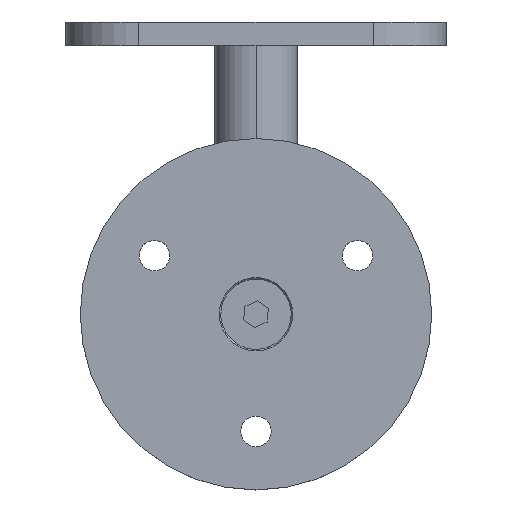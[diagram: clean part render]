
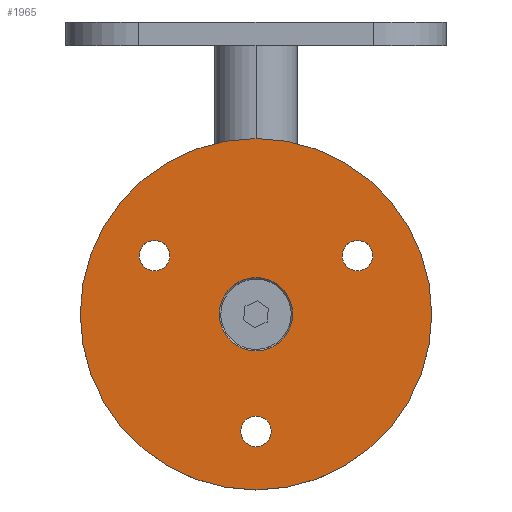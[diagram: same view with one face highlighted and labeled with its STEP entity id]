
A CAD part, top view. The second image highlights one B-rep face of the part: STEP entity #1965.
In plain terms, the highlighted planar face has unit normal (0, 0, 1).
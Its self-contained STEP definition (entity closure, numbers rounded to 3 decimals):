
#9 = ORIENTED_EDGE ( 'NONE', *, *, #25, .T. ) ;
#25 = EDGE_CURVE ( 'NONE', #3149, #1212, #35, .T. ) ;
#35 = CIRCLE ( 'NONE', #3440, 2.6 ) ;
#41 = EDGE_CURVE ( 'NONE', #1825, #1614, #1185, .T. ) ;
#43 = DIRECTION ( 'NONE',  ( 0., 0., -1. ) ) ;
#83 = ORIENTED_EDGE ( 'NONE', *, *, #2464, .T. ) ;
#89 = CIRCLE ( 'NONE', #3300, 2.6 ) ;
#117 = DIRECTION ( 'NONE',  ( -1., 0., 0. ) ) ;
#232 = EDGE_CURVE ( 'NONE', #2925, #1453, #1804, .T. ) ;
#239 = VERTEX_POINT ( 'NONE', #562 ) ;
#257 = DIRECTION ( 'NONE',  ( -1., 0., 0. ) ) ;
#267 = DIRECTION ( 'NONE',  ( 0., 0., 1. ) ) ;
#308 = ORIENTED_EDGE ( 'NONE', *, *, #3431, .T. ) ;
#320 = ORIENTED_EDGE ( 'NONE', *, *, #3491, .F. ) ;
#331 = CARTESIAN_POINT ( 'NONE',  ( 6.25, 0., 5. ) ) ;
#364 = CARTESIAN_POINT ( 'NONE',  ( 2.6, 20., 5. ) ) ;
#380 = PLANE ( 'NONE',  #2955 ) ;
#397 = VERTEX_POINT ( 'NONE', #2284 ) ;
#403 = DIRECTION ( 'NONE',  ( 1., 0., 0. ) ) ;
#440 = CARTESIAN_POINT ( 'NONE',  ( -17.321, -10., 5. ) ) ;
#475 = EDGE_CURVE ( 'NONE', #1463, #397, #1436, .T. ) ;
#499 = ORIENTED_EDGE ( 'NONE', *, *, #41, .F. ) ;
#507 = DIRECTION ( 'NONE',  ( 1., 0., 0. ) ) ;
#562 = CARTESIAN_POINT ( 'NONE',  ( 19.921, -10., 5. ) ) ;
#607 = FACE_BOUND ( 'NONE', #3037, .T. ) ;
#737 = CIRCLE ( 'NONE', #2794, 2.6 ) ;
#947 = FACE_BOUND ( 'NONE', #2592, .T. ) ;
#950 = DIRECTION ( 'NONE',  ( 0., 0., -1. ) ) ;
#976 = AXIS2_PLACEMENT_3D ( 'NONE', #2961, #267, #3273 ) ;
#1066 = ORIENTED_EDGE ( 'NONE', *, *, #2559, .T. ) ;
#1076 = CARTESIAN_POINT ( 'NONE',  ( 0., 20., 5. ) ) ;
#1113 = FACE_OUTER_BOUND ( 'NONE', #2836, .T. ) ;
#1185 = CIRCLE ( 'NONE', #3080, 6.25 ) ;
#1211 = AXIS2_PLACEMENT_3D ( 'NONE', #2720, #2149, #1616 ) ;
#1212 = VERTEX_POINT ( 'NONE', #2366 ) ;
#1213 = CARTESIAN_POINT ( 'NONE',  ( 17.321, -10., 5. ) ) ;
#1230 = DIRECTION ( 'NONE',  ( 0., 0., -1. ) ) ;
#1333 = CARTESIAN_POINT ( 'NONE',  ( -17.321, -10., 5. ) ) ;
#1436 = CIRCLE ( 'NONE', #1211, 30. ) ;
#1453 = VERTEX_POINT ( 'NONE', #2617 ) ;
#1463 = VERTEX_POINT ( 'NONE', #1559 ) ;
#1559 = CARTESIAN_POINT ( 'NONE',  ( 30., 0., 5. ) ) ;
#1600 = FACE_BOUND ( 'NONE', #2892, .T. ) ;
#1605 = DIRECTION ( 'NONE',  ( 0., 0., -1. ) ) ;
#1614 = VERTEX_POINT ( 'NONE', #2069 ) ;
#1616 = DIRECTION ( 'NONE',  ( 1., 0., 0. ) ) ;
#1697 = AXIS2_PLACEMENT_3D ( 'NONE', #2994, #43, #2175 ) ;
#1711 = AXIS2_PLACEMENT_3D ( 'NONE', #1076, #1605, #2693 ) ;
#1743 = ORIENTED_EDGE ( 'NONE', *, *, #232, .T. ) ;
#1752 = VERTEX_POINT ( 'NONE', #2150 ) ;
#1804 = CIRCLE ( 'NONE', #1697, 2.6 ) ;
#1812 = ORIENTED_EDGE ( 'NONE', *, *, #2103, .T. ) ;
#1825 = VERTEX_POINT ( 'NONE', #331 ) ;
#1856 = DIRECTION ( 'NONE',  ( 0., 0., 1. ) ) ;
#1897 = DIRECTION ( 'NONE',  ( 0., 0., -1. ) ) ;
#1965 = ADVANCED_FACE ( 'NONE', ( #1600, #3307, #607, #947, #1113 ), #380, .T. ) ;
#2068 = AXIS2_PLACEMENT_3D ( 'NONE', #2865, #1230, #117 ) ;
#2069 = CARTESIAN_POINT ( 'NONE',  ( -6.25, 0., 5. ) ) ;
#2085 = CIRCLE ( 'NONE', #976, 6.25 ) ;
#2103 = EDGE_CURVE ( 'NONE', #1212, #3149, #89, .T. ) ;
#2119 = ORIENTED_EDGE ( 'NONE', *, *, #475, .T. ) ;
#2149 = DIRECTION ( 'NONE',  ( 0., 0., 1. ) ) ;
#2150 = CARTESIAN_POINT ( 'NONE',  ( 14.721, -10., 5. ) ) ;
#2175 = DIRECTION ( 'NONE',  ( -1., 0., 0. ) ) ;
#2273 = CARTESIAN_POINT ( 'NONE',  ( 0., 0., 5. ) ) ;
#2284 = CARTESIAN_POINT ( 'NONE',  ( -30., 0., 5. ) ) ;
#2349 = CARTESIAN_POINT ( 'NONE',  ( 0., 0., 5. ) ) ;
#2366 = CARTESIAN_POINT ( 'NONE',  ( -19.921, -10., 5. ) ) ;
#2464 = EDGE_CURVE ( 'NONE', #397, #1463, #3216, .T. ) ;
#2559 = EDGE_CURVE ( 'NONE', #1752, #239, #737, .T. ) ;
#2570 = DIRECTION ( 'NONE',  ( 0., 0., 1. ) ) ;
#2588 = CARTESIAN_POINT ( 'NONE',  ( -14.721, -10., 5. ) ) ;
#2592 = EDGE_LOOP ( 'NONE', ( #499, #320 ) ) ;
#2617 = CARTESIAN_POINT ( 'NONE',  ( -2.6, 20., 5. ) ) ;
#2693 = DIRECTION ( 'NONE',  ( -1., 0., 0. ) ) ;
#2720 = CARTESIAN_POINT ( 'NONE',  ( 0., 0., 5. ) ) ;
#2794 = AXIS2_PLACEMENT_3D ( 'NONE', #1213, #950, #3325 ) ;
#2812 = ORIENTED_EDGE ( 'NONE', *, *, #3076, .T. ) ;
#2836 = EDGE_LOOP ( 'NONE', ( #83, #2119 ) ) ;
#2865 = CARTESIAN_POINT ( 'NONE',  ( 17.321, -10., 5. ) ) ;
#2867 = DIRECTION ( 'NONE',  ( 0., 0., -1. ) ) ;
#2880 = DIRECTION ( 'NONE',  ( 1., 0., 0. ) ) ;
#2892 = EDGE_LOOP ( 'NONE', ( #1066, #2812 ) ) ;
#2925 = VERTEX_POINT ( 'NONE', #364 ) ;
#2955 = AXIS2_PLACEMENT_3D ( 'NONE', #2273, #2570, #403 ) ;
#2961 = CARTESIAN_POINT ( 'NONE',  ( 0., 0., 5. ) ) ;
#2994 = CARTESIAN_POINT ( 'NONE',  ( 0., 20., 5. ) ) ;
#3037 = EDGE_LOOP ( 'NONE', ( #308, #1743 ) ) ;
#3054 = CIRCLE ( 'NONE', #2068, 2.6 ) ;
#3076 = EDGE_CURVE ( 'NONE', #239, #1752, #3054, .T. ) ;
#3080 = AXIS2_PLACEMENT_3D ( 'NONE', #3472, #1856, #507 ) ;
#3149 = VERTEX_POINT ( 'NONE', #2588 ) ;
#3158 = DIRECTION ( 'NONE',  ( -1., 0., 0. ) ) ;
#3216 = CIRCLE ( 'NONE', #3428, 30. ) ;
#3263 = CIRCLE ( 'NONE', #1711, 2.6 ) ;
#3273 = DIRECTION ( 'NONE',  ( 1., 0., 0. ) ) ;
#3300 = AXIS2_PLACEMENT_3D ( 'NONE', #440, #2867, #3158 ) ;
#3307 = FACE_BOUND ( 'NONE', #3382, .T. ) ;
#3325 = DIRECTION ( 'NONE',  ( -1., 0., 0. ) ) ;
#3382 = EDGE_LOOP ( 'NONE', ( #1812, #9 ) ) ;
#3407 = DIRECTION ( 'NONE',  ( 0., 0., 1. ) ) ;
#3428 = AXIS2_PLACEMENT_3D ( 'NONE', #2349, #3407, #2880 ) ;
#3431 = EDGE_CURVE ( 'NONE', #1453, #2925, #3263, .T. ) ;
#3440 = AXIS2_PLACEMENT_3D ( 'NONE', #1333, #1897, #257 ) ;
#3472 = CARTESIAN_POINT ( 'NONE',  ( 0., 0., 5. ) ) ;
#3491 = EDGE_CURVE ( 'NONE', #1614, #1825, #2085, .T. ) ;
